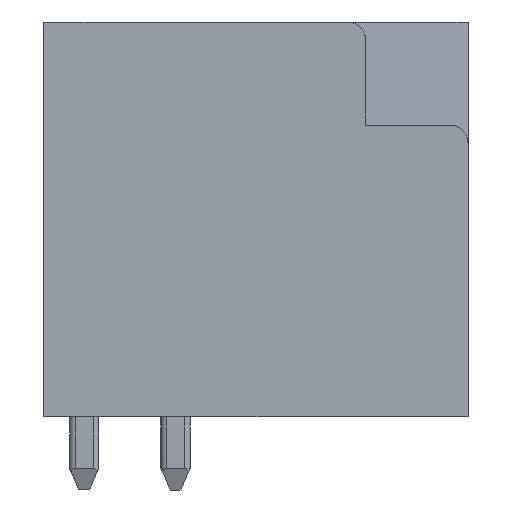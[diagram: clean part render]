
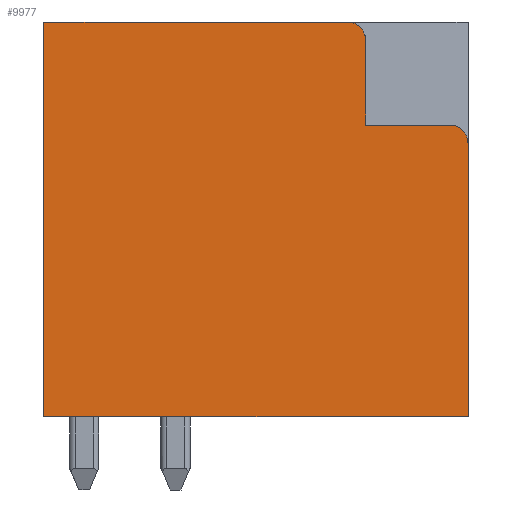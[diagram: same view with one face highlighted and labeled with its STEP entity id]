
A CAD part, left-side view. The second image highlights one B-rep face of the part: STEP entity #9977.
In plain terms, the highlighted planar face has unit normal (-1, 0, 0).
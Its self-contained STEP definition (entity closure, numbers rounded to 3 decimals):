
#323=CIRCLE('',#10696,0.5);
#324=CIRCLE('',#10697,0.5);
#2050=ORIENTED_EDGE('',*,*,#4080,.F.);
#2051=ORIENTED_EDGE('',*,*,#4236,.T.);
#2052=ORIENTED_EDGE('',*,*,#4237,.T.);
#2053=ORIENTED_EDGE('',*,*,#4238,.T.);
#2054=ORIENTED_EDGE('',*,*,#4239,.T.);
#2055=ORIENTED_EDGE('',*,*,#3939,.F.);
#2056=ORIENTED_EDGE('',*,*,#4136,.F.);
#2057=ORIENTED_EDGE('',*,*,#4240,.T.);
#3939=EDGE_CURVE('',#5235,#5236,#6201,.T.);
#4080=EDGE_CURVE('',#5324,#5325,#6340,.T.);
#4136=EDGE_CURVE('',#5366,#5235,#6396,.T.);
#4236=EDGE_CURVE('',#5324,#5417,#323,.F.);
#4237=EDGE_CURVE('',#5417,#5418,#6489,.T.);
#4238=EDGE_CURVE('',#5418,#5419,#6490,.T.);
#4239=EDGE_CURVE('',#5419,#5236,#324,.F.);
#4240=EDGE_CURVE('',#5366,#5325,#6491,.T.);
#5235=VERTEX_POINT('',#15078);
#5236=VERTEX_POINT('',#15080);
#5324=VERTEX_POINT('',#15356);
#5325=VERTEX_POINT('',#15358);
#5366=VERTEX_POINT('',#15463);
#5417=VERTEX_POINT('',#15678);
#5418=VERTEX_POINT('',#15680);
#5419=VERTEX_POINT('',#15682);
#6201=LINE('',#15079,#7367);
#6340=LINE('',#15357,#7506);
#6396=LINE('',#15464,#7562);
#6489=LINE('',#15679,#7655);
#6490=LINE('',#15681,#7656);
#6491=LINE('',#15684,#7657);
#7367=VECTOR('',#12111,1000.);
#7506=VECTOR('',#12350,1000.);
#7562=VECTOR('',#12424,1000.);
#7655=VECTOR('',#12627,1000.);
#7656=VECTOR('',#12628,1000.);
#7657=VECTOR('',#12631,1000.);
#8407=EDGE_LOOP('',(#2050,#2051,#2052,#2053,#2054,#2055,#2056,#2057));
#9004=FACE_BOUND('',#8407,.T.);
#9509=PLANE('',#10695);
#9977=ADVANCED_FACE('',(#9004),#9509,.F.);
#10695=AXIS2_PLACEMENT_3D('',#15676,#12623,#12624);
#10696=AXIS2_PLACEMENT_3D('',#15677,#12625,#12626);
#10697=AXIS2_PLACEMENT_3D('',#15683,#12629,#12630);
#12111=DIRECTION('',(0.,-1.,0.));
#12350=DIRECTION('',(0.,0.,-1.));
#12424=DIRECTION('',(0.,0.,1.));
#12623=DIRECTION('',(1.,0.,0.));
#12624=DIRECTION('',(0.,0.,-1.));
#12625=DIRECTION('',(1.,0.,0.));
#12626=DIRECTION('',(0.,0.,-1.));
#12627=DIRECTION('',(0.,1.,0.));
#12628=DIRECTION('',(0.,0.,1.));
#12629=DIRECTION('',(1.,0.,0.));
#12630=DIRECTION('',(0.,0.,-1.));
#12631=DIRECTION('',(0.,-1.,0.));
#15078=CARTESIAN_POINT('',(-7.,11.6,10.8));
#15079=CARTESIAN_POINT('',(-7.,11.6,10.8));
#15080=CARTESIAN_POINT('',(-7.,3.3,10.8));
#15356=CARTESIAN_POINT('',(-7.,0.,7.48));
#15357=CARTESIAN_POINT('',(-7.,0.,10.8));
#15358=CARTESIAN_POINT('',(-7.,0.,0.));
#15463=CARTESIAN_POINT('',(-7.,11.6,0.));
#15464=CARTESIAN_POINT('',(-7.,11.6,0.303));
#15676=CARTESIAN_POINT('',(-7.,0.,0.));
#15677=CARTESIAN_POINT('',(-7.,0.5,7.48));
#15678=CARTESIAN_POINT('',(-7.,0.5,7.98));
#15679=CARTESIAN_POINT('',(-7.,0.,7.98));
#15680=CARTESIAN_POINT('',(-7.,2.8,7.98));
#15681=CARTESIAN_POINT('',(-7.,2.8,7.98));
#15682=CARTESIAN_POINT('',(-7.,2.8,10.3));
#15683=CARTESIAN_POINT('',(-7.,3.3,10.3));
#15684=CARTESIAN_POINT('',(-7.,11.6,0.));
